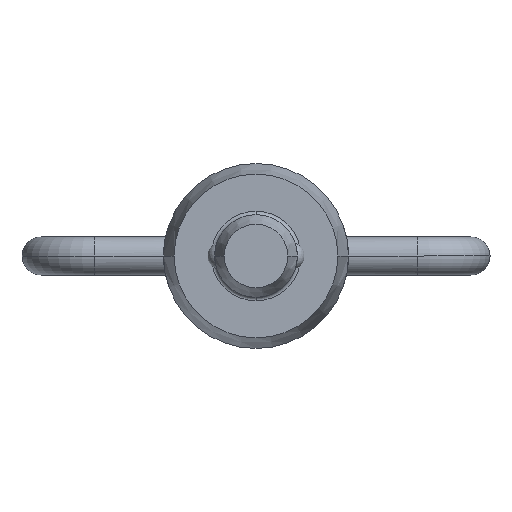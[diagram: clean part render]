
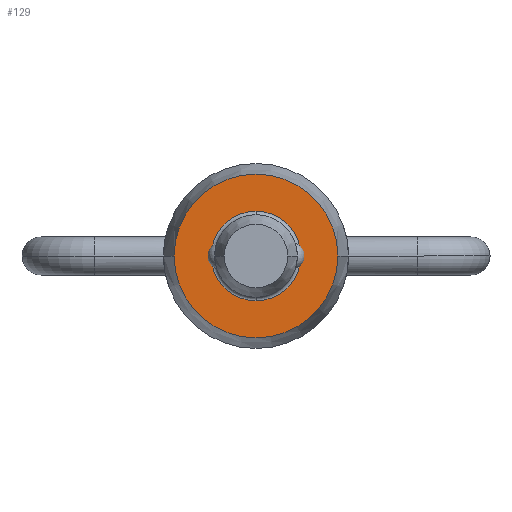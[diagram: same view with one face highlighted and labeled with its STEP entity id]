
A CAD part, front view. The second image highlights one B-rep face of the part: STEP entity #129.
In plain terms, the highlighted planar face has unit normal (0, -1, 0).
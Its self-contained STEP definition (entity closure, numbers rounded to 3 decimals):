
#129=ADVANCED_FACE('',(#262,#263),#264,.T.);
#262=FACE_OUTER_BOUND('',#395,.T.);
#263=FACE_BOUND('',#396,.T.);
#264=PLANE('',#397);
#395=EDGE_LOOP('',(#706,#707));
#396=EDGE_LOOP('',(#708,#709,#710));
#397=AXIS2_PLACEMENT_3D('',#711,#712,#713);
#706=ORIENTED_EDGE('',*,*,#916,.T.);
#707=ORIENTED_EDGE('',*,*,#888,.T.);
#708=ORIENTED_EDGE('',*,*,#819,.T.);
#709=ORIENTED_EDGE('',*,*,#885,.T.);
#710=ORIENTED_EDGE('',*,*,#820,.T.);
#711=CARTESIAN_POINT('',(-3.958,0.0,0.0));
#712=DIRECTION('',(0.,-1.0,0.0));
#713=DIRECTION('',(1.0,0.,0.0));
#819=EDGE_CURVE('',#984,#982,#985,.T.);
#820=EDGE_CURVE('',#986,#984,#987,.T.);
#885=EDGE_CURVE('',#982,#986,#1084,.T.);
#888=EDGE_CURVE('',#1088,#1086,#1089,.T.);
#916=EDGE_CURVE('',#1086,#1088,#1121,.T.);
#982=VERTEX_POINT('',#1231);
#984=VERTEX_POINT('',#1233);
#985=CIRCLE('',#1234,2.581);
#986=VERTEX_POINT('',#1235);
#987=CIRCLE('',#1236,2.581);
#1084=CIRCLE('',#1445,2.581);
#1086=VERTEX_POINT('',#1447);
#1088=VERTEX_POINT('',#1450);
#1089=CIRCLE('',#1451,4.722);
#1121=CIRCLE('',#1492,4.722);
#1231=CARTESIAN_POINT('',(0.,0.,2.581));
#1233=CARTESIAN_POINT('',(-2.581,0.0,0.0));
#1234=AXIS2_PLACEMENT_3D('',#1585,#1586,#1587);
#1235=CARTESIAN_POINT('',(0.,0.,-2.581));
#1236=AXIS2_PLACEMENT_3D('',#1588,#1589,#1590);
#1445=AXIS2_PLACEMENT_3D('',#1694,#1695,#1696);
#1447=CARTESIAN_POINT('',(-4.722,0.0,0.0));
#1450=CARTESIAN_POINT('',(4.722,0.,0.));
#1451=AXIS2_PLACEMENT_3D('',#1698,#1699,#1700);
#1492=AXIS2_PLACEMENT_3D('',#1743,#1744,#1745);
#1585=CARTESIAN_POINT('',(0.,0.0,0.0));
#1586=DIRECTION('',(0.,1.0,0.0));
#1587=DIRECTION('',(-1.0,0.,0.0));
#1588=CARTESIAN_POINT('',(0.,0.0,0.0));
#1589=DIRECTION('',(0.,1.0,0.0));
#1590=DIRECTION('',(-1.0,0.,0.0));
#1694=CARTESIAN_POINT('',(0.,0.0,0.0));
#1695=DIRECTION('',(0.,1.0,0.0));
#1696=DIRECTION('',(-1.0,0.,0.0));
#1698=CARTESIAN_POINT('',(0.,0.0,0.));
#1699=DIRECTION('',(0.,-1.0,0.0));
#1700=DIRECTION('',(-1.0,0.,0.0));
#1743=CARTESIAN_POINT('',(0.,0.0,0.));
#1744=DIRECTION('',(0.,-1.0,0.0));
#1745=DIRECTION('',(-1.0,0.,0.0));
